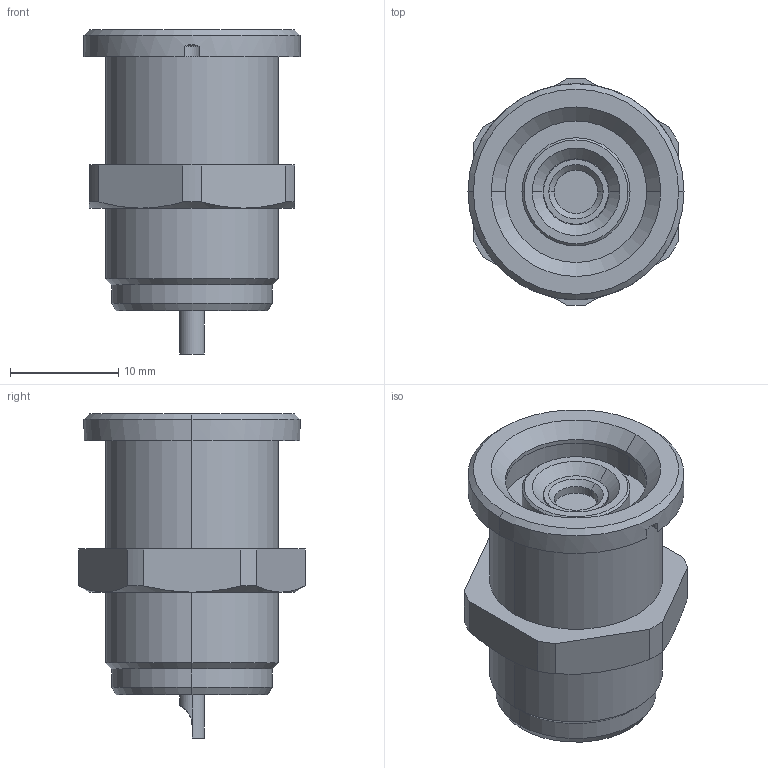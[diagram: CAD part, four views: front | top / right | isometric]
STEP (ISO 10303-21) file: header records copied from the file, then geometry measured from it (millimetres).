
FILE_DESCRIPTION (( 'STEP AP214' ), '1' );
FILE_NAME ('J01081A0002.STEP', '2018-09-18T14:16:26', ( '' ), ( '' ), 'SwSTEP 2.0', 'SolidWorks 2017', '' );
FILE_SCHEMA (( 'AUTOMOTIVE_DESIGN' ));
Length unit declared in the file: millimetre
Products named in the file (1): J01081A0002
Bounding box: 20 x 20.99 x 30 mm (x, y, z)
Volume: 5332.1 mm3; surface area: 2519.2 mm2
Topology: 1 solids, 1 shells, 84 faces, 192 edges, 116 vertices
Faces by surface type: cylinder 37, cone 24, plane 23
Entity records: 3355 total; most frequent: CARTESIAN_POINT 513, DIRECTION 432, ORIENTED_EDGE 376, EDGE_CURVE 188, AXIS2_PLACEMENT_3D 175, VERTEX_POINT 116, EDGE_LOOP 94, CIRCLE 90
